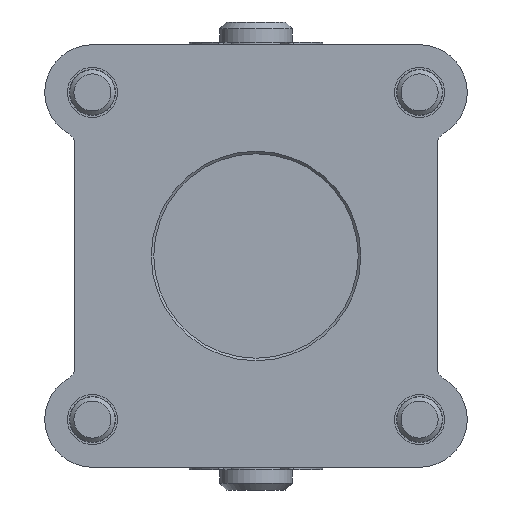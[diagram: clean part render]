
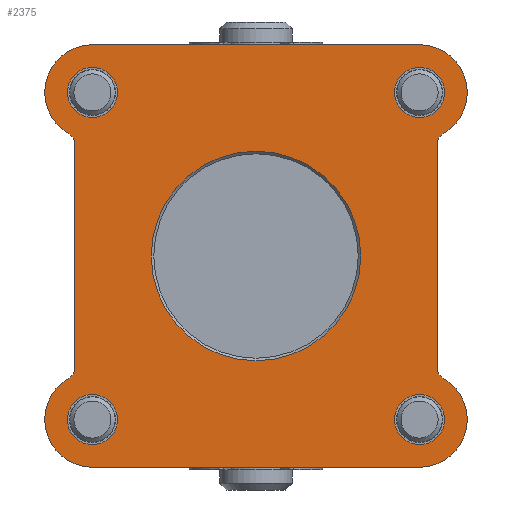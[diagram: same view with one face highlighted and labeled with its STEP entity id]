
A CAD part, front view. The second image highlights one B-rep face of the part: STEP entity #2375.
In plain terms, the highlighted planar face has unit normal (0, -1, 0).
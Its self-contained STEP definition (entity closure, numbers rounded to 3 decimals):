
#117=CIRCLE('',#2594,10.5);
#119=CIRCLE('',#2597,2.79);
#121=CIRCLE('',#2601,2.79);
#123=CIRCLE('',#2604,10.5);
#125=CIRCLE('',#2607,10.5);
#127=CIRCLE('',#2610,2.79);
#129=CIRCLE('',#2614,2.79);
#132=CIRCLE('',#2618,5.5);
#134=CIRCLE('',#2621,5.5);
#136=CIRCLE('',#2624,5.5);
#138=CIRCLE('',#2627,5.5);
#139=CIRCLE('',#2629,10.5);
#141=CIRCLE('',#2632,23.05);
#450=ORIENTED_EDGE('',*,*,#1084,.F.);
#451=ORIENTED_EDGE('',*,*,#1081,.T.);
#452=ORIENTED_EDGE('',*,*,#1079,.T.);
#453=ORIENTED_EDGE('',*,*,#1077,.T.);
#454=ORIENTED_EDGE('',*,*,#1075,.T.);
#455=ORIENTED_EDGE('',*,*,#993,.F.);
#456=ORIENTED_EDGE('',*,*,#1082,.F.);
#457=ORIENTED_EDGE('',*,*,#1071,.T.);
#458=ORIENTED_EDGE('',*,*,#1064,.F.);
#459=ORIENTED_EDGE('',*,*,#1061,.T.);
#460=ORIENTED_EDGE('',*,*,#1058,.F.);
#461=ORIENTED_EDGE('',*,*,#1003,.F.);
#462=ORIENTED_EDGE('',*,*,#1056,.F.);
#463=ORIENTED_EDGE('',*,*,#1053,.T.);
#464=ORIENTED_EDGE('',*,*,#1046,.F.);
#465=ORIENTED_EDGE('',*,*,#1043,.T.);
#466=ORIENTED_EDGE('',*,*,#1040,.F.);
#993=EDGE_CURVE('',#1318,#1319,#1541,.T.);
#1003=EDGE_CURVE('',#1328,#1329,#1551,.T.);
#1040=EDGE_CURVE('',#1319,#1357,#117,.T.);
#1043=EDGE_CURVE('',#1359,#1357,#119,.T.);
#1046=EDGE_CURVE('',#1359,#1361,#1576,.T.);
#1053=EDGE_CURVE('',#1367,#1361,#121,.T.);
#1056=EDGE_CURVE('',#1367,#1328,#123,.T.);
#1058=EDGE_CURVE('',#1329,#1369,#125,.T.);
#1061=EDGE_CURVE('',#1371,#1369,#127,.T.);
#1064=EDGE_CURVE('',#1371,#1373,#1586,.T.);
#1071=EDGE_CURVE('',#1379,#1373,#129,.T.);
#1075=EDGE_CURVE('',#1382,#1382,#132,.T.);
#1077=EDGE_CURVE('',#1384,#1384,#134,.T.);
#1079=EDGE_CURVE('',#1386,#1386,#136,.T.);
#1081=EDGE_CURVE('',#1388,#1388,#138,.T.);
#1082=EDGE_CURVE('',#1379,#1318,#139,.T.);
#1084=EDGE_CURVE('',#1389,#1389,#141,.T.);
#1318=VERTEX_POINT('',#3722);
#1319=VERTEX_POINT('',#3724);
#1328=VERTEX_POINT('',#3743);
#1329=VERTEX_POINT('',#3745);
#1357=VERTEX_POINT('',#3835);
#1359=VERTEX_POINT('',#3841);
#1361=VERTEX_POINT('',#3847);
#1367=VERTEX_POINT('',#3861);
#1369=VERTEX_POINT('',#3870);
#1371=VERTEX_POINT('',#3876);
#1373=VERTEX_POINT('',#3882);
#1379=VERTEX_POINT('',#3896);
#1382=VERTEX_POINT('',#3904);
#1384=VERTEX_POINT('',#3909);
#1386=VERTEX_POINT('',#3914);
#1388=VERTEX_POINT('',#3919);
#1389=VERTEX_POINT('',#3925);
#1541=LINE('',#3723,#1693);
#1551=LINE('',#3744,#1703);
#1576=LINE('',#3846,#1728);
#1586=LINE('',#3881,#1738);
#1693=VECTOR('',#2909,1000.);
#1703=VECTOR('',#2921,1000.);
#1728=VECTOR('',#2996,1000.);
#1738=VECTOR('',#3032,1000.);
#1870=EDGE_LOOP('',(#450));
#1871=EDGE_LOOP('',(#451));
#1872=EDGE_LOOP('',(#452));
#1873=EDGE_LOOP('',(#453));
#1874=EDGE_LOOP('',(#454));
#1875=EDGE_LOOP('',(#455,#456,#457,#458,#459,#460,#461,#462,#463,#464,#465,
#466));
#2088=FACE_BOUND('',#1870,.T.);
#2089=FACE_BOUND('',#1871,.T.);
#2090=FACE_BOUND('',#1872,.T.);
#2091=FACE_BOUND('',#1873,.T.);
#2092=FACE_BOUND('',#1874,.T.);
#2093=FACE_BOUND('',#1875,.T.);
#2286=PLANE('',#2631);
#2375=ADVANCED_FACE('',(#2088,#2089,#2090,#2091,#2092,#2093),#2286,.F.);
#2594=AXIS2_PLACEMENT_3D('',#3834,#2982,#2983);
#2597=AXIS2_PLACEMENT_3D('',#3840,#2989,#2990);
#2601=AXIS2_PLACEMENT_3D('',#3860,#3005,#3006);
#2604=AXIS2_PLACEMENT_3D('',#3866,#3012,#3013);
#2607=AXIS2_PLACEMENT_3D('',#3869,#3018,#3019);
#2610=AXIS2_PLACEMENT_3D('',#3875,#3025,#3026);
#2614=AXIS2_PLACEMENT_3D('',#3895,#3041,#3042);
#2618=AXIS2_PLACEMENT_3D('',#3903,#3050,#3051);
#2621=AXIS2_PLACEMENT_3D('',#3908,#3056,#3057);
#2624=AXIS2_PLACEMENT_3D('',#3913,#3062,#3063);
#2627=AXIS2_PLACEMENT_3D('',#3918,#3068,#3069);
#2629=AXIS2_PLACEMENT_3D('',#3921,#3072,#3073);
#2631=AXIS2_PLACEMENT_3D('',#3923,#3076,#3077);
#2632=AXIS2_PLACEMENT_3D('',#3924,#3078,#3079);
#2909=DIRECTION('',(-1.,0.,0.));
#2921=DIRECTION('',(1.,0.,0.));
#2982=DIRECTION('',(0.,1.,0.));
#2983=DIRECTION('',(1.,0.,0.));
#2989=DIRECTION('',(0.,1.,0.));
#2990=DIRECTION('',(1.,0.,0.));
#2996=DIRECTION('',(0.,0.,1.));
#3005=DIRECTION('',(0.,1.,0.));
#3006=DIRECTION('',(1.,0.,0.));
#3012=DIRECTION('',(0.,1.,0.));
#3013=DIRECTION('',(1.,0.,0.));
#3018=DIRECTION('',(0.,1.,0.));
#3019=DIRECTION('',(1.,0.,0.));
#3025=DIRECTION('',(0.,1.,0.));
#3026=DIRECTION('',(1.,0.,0.));
#3032=DIRECTION('',(0.,0.,-1.));
#3041=DIRECTION('',(0.,1.,0.));
#3042=DIRECTION('',(1.,0.,0.));
#3050=DIRECTION('',(0.,1.,0.));
#3051=DIRECTION('',(1.,0.,0.));
#3056=DIRECTION('',(0.,1.,0.));
#3057=DIRECTION('',(1.,0.,0.));
#3062=DIRECTION('',(0.,1.,0.));
#3063=DIRECTION('',(1.,0.,0.));
#3068=DIRECTION('',(0.,1.,0.));
#3069=DIRECTION('',(1.,0.,0.));
#3072=DIRECTION('',(0.,1.,0.));
#3073=DIRECTION('',(1.,0.,0.));
#3076=DIRECTION('',(0.,1.,0.));
#3077=DIRECTION('',(0.,0.,1.));
#3078=DIRECTION('',(0.,-1.,0.));
#3079=DIRECTION('',(0.,0.,-1.));
#3722=CARTESIAN_POINT('',(36.,0.,-46.5));
#3723=CARTESIAN_POINT('',(36.,0.,-46.5));
#3724=CARTESIAN_POINT('',(-36.,0.,-46.5));
#3743=CARTESIAN_POINT('',(-36.,0.,46.5));
#3744=CARTESIAN_POINT('',(-36.,0.,46.5));
#3745=CARTESIAN_POINT('',(36.,0.,46.5));
#3834=CARTESIAN_POINT('',(-36.,0.,-36.));
#3835=CARTESIAN_POINT('',(-41.248,0.,-26.905));
#3840=CARTESIAN_POINT('',(-42.642,0.,-24.489));
#3841=CARTESIAN_POINT('',(-39.852,0.,-24.489));
#3846=CARTESIAN_POINT('',(-39.852,0.,-24.489));
#3847=CARTESIAN_POINT('',(-39.852,0.,24.489));
#3860=CARTESIAN_POINT('',(-42.642,0.,24.489));
#3861=CARTESIAN_POINT('',(-41.248,0.,26.905));
#3866=CARTESIAN_POINT('',(-36.,0.,36.));
#3869=CARTESIAN_POINT('',(36.,0.,36.));
#3870=CARTESIAN_POINT('',(41.248,0.,26.905));
#3875=CARTESIAN_POINT('',(42.642,0.,24.489));
#3876=CARTESIAN_POINT('',(39.852,0.,24.489));
#3881=CARTESIAN_POINT('',(39.852,0.,24.489));
#3882=CARTESIAN_POINT('',(39.852,0.,-24.489));
#3895=CARTESIAN_POINT('',(42.642,0.,-24.489));
#3896=CARTESIAN_POINT('',(41.248,0.,-26.905));
#3903=CARTESIAN_POINT('',(36.,0.,-36.));
#3904=CARTESIAN_POINT('',(41.5,0.,-36.));
#3908=CARTESIAN_POINT('',(36.,0.,36.));
#3909=CARTESIAN_POINT('',(41.5,0.,36.));
#3913=CARTESIAN_POINT('',(-36.,0.,-36.));
#3914=CARTESIAN_POINT('',(-30.5,0.,-36.));
#3918=CARTESIAN_POINT('',(-36.,0.,36.));
#3919=CARTESIAN_POINT('',(-30.5,0.,36.));
#3921=CARTESIAN_POINT('',(36.,0.,-36.));
#3923=CARTESIAN_POINT('',(-36.,0.,-36.));
#3924=CARTESIAN_POINT('',(0.,0.,0.));
#3925=CARTESIAN_POINT('',(0.,0.,-23.05));
